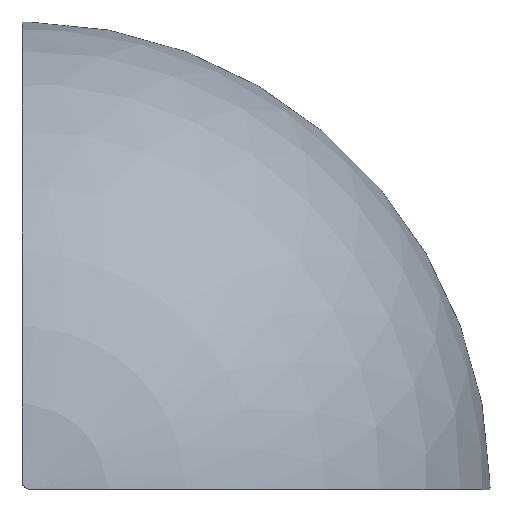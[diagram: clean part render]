
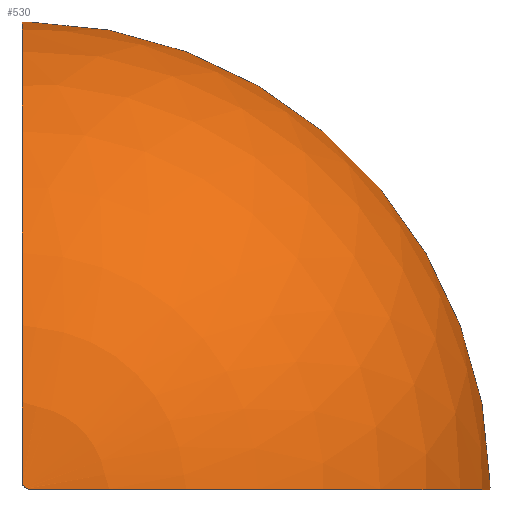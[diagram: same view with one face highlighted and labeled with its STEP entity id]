
A CAD part, top view. The second image highlights one B-rep face of the part: STEP entity #530.
In plain terms, the highlighted spherical face has radius 30 mm.
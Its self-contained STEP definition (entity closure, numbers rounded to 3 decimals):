
#73=CARTESIAN_POINT('',(0.,29.996,0.5));
#74=VERTEX_POINT('',#73);
#75=CARTESIAN_POINT('',(0.5,29.996,0.0));
#76=VERTEX_POINT('',#75);
#77=CARTESIAN_POINT('',(0.,29.996,0.5));
#78=CARTESIAN_POINT('',(0.,29.996,0.5));
#79=CARTESIAN_POINT('',(0.,29.996,0.5));
#80=CARTESIAN_POINT('',(0.,29.997,0.437));
#81=CARTESIAN_POINT('',(0.013,29.998,0.37));
#82=CARTESIAN_POINT('',(0.064,29.999,0.247));
#83=CARTESIAN_POINT('',(0.102,29.999,0.191));
#84=CARTESIAN_POINT('',(0.146,29.999,0.146));
#85=CARTESIAN_POINT('',(0.191,29.999,0.102));
#86=CARTESIAN_POINT('',(0.247,29.999,0.064));
#87=CARTESIAN_POINT('',(0.37,29.998,0.013));
#88=CARTESIAN_POINT('',(0.437,29.997,0.));
#89=CARTESIAN_POINT('',(0.5,29.996,0.));
#90=CARTESIAN_POINT('',(0.5,29.996,0.));
#91=CARTESIAN_POINT('',(0.5,29.996,0.));
#92=B_SPLINE_CURVE_WITH_KNOTS('',3,(#77,#78,#79,#80,#81,#82,#83,#84,#85,#86,#87,#88,#89,#90,#91),.UNSPECIFIED.,.F.,.U.,(4,2,2,3,2,2,4),(0.264,0.264,0.283,0.301,0.32,0.339,0.339),.UNSPECIFIED.);
#93=EDGE_CURVE('',#74,#76,#92,.T.);
#388=CARTESIAN_POINT('',(29.996,0.5,0.0));
#389=VERTEX_POINT('',#388);
#390=CARTESIAN_POINT('',(0.0,0.0,0.0));
#391=DIRECTION('',(0.0,0.0,-1.0));
#392=DIRECTION('',(-1.0,0.0,0.0));
#393=AXIS2_PLACEMENT_3D('',#390,#391,#392);
#394=CIRCLE('',#393,30.0);
#395=EDGE_CURVE('',#76,#389,#394,.T.);
#414=CARTESIAN_POINT('',(29.996,0.0,0.5));
#415=VERTEX_POINT('',#414);
#416=CARTESIAN_POINT('',(29.996,0.5,0.0));
#417=CARTESIAN_POINT('',(29.996,0.5,0.));
#418=CARTESIAN_POINT('',(29.996,0.5,0.));
#419=CARTESIAN_POINT('',(29.997,0.437,0.));
#420=CARTESIAN_POINT('',(29.998,0.37,0.013));
#421=CARTESIAN_POINT('',(29.999,0.247,0.064));
#422=CARTESIAN_POINT('',(29.999,0.191,0.102));
#423=CARTESIAN_POINT('',(29.999,0.146,0.146));
#424=CARTESIAN_POINT('',(29.999,0.102,0.191));
#425=CARTESIAN_POINT('',(29.999,0.064,0.247));
#426=CARTESIAN_POINT('',(29.998,0.013,0.37));
#427=CARTESIAN_POINT('',(29.997,0.,0.437));
#428=CARTESIAN_POINT('',(29.996,0.,0.5));
#429=CARTESIAN_POINT('',(29.996,0.,0.5));
#430=CARTESIAN_POINT('',(29.996,0.,0.5));
#431=B_SPLINE_CURVE_WITH_KNOTS('',3,(#416,#417,#418,#419,#420,#421,#422,#423,#424,#425,#426,#427,#428,#429,#430),.UNSPECIFIED.,.F.,.U.,(4,2,2,3,2,2,4),(0.264,0.264,0.283,0.301,0.32,0.339,0.339),.UNSPECIFIED.);
#432=EDGE_CURVE('',#389,#415,#431,.T.);
#449=CARTESIAN_POINT('',(0.5,0.0,29.996));
#450=VERTEX_POINT('',#449);
#457=CARTESIAN_POINT('',(0.146,0.146,29.999));
#458=VERTEX_POINT('',#457);
#459=CARTESIAN_POINT('',(0.5,0.,29.996));
#460=CARTESIAN_POINT('',(0.5,0.,29.996));
#461=CARTESIAN_POINT('',(0.5,0.,29.996));
#462=CARTESIAN_POINT('',(0.437,0.,29.997));
#463=CARTESIAN_POINT('',(0.37,0.013,29.998));
#464=CARTESIAN_POINT('',(0.247,0.064,29.999));
#465=CARTESIAN_POINT('',(0.191,0.102,29.999));
#466=CARTESIAN_POINT('',(0.146,0.146,29.999));
#467=B_SPLINE_CURVE_WITH_KNOTS('',3,(#459,#460,#461,#462,#463,#464,#465,#466),.UNSPECIFIED.,.F.,.U.,(4,2,2,4),(0.264,0.264,0.283,0.301),.UNSPECIFIED.);
#468=EDGE_CURVE('',#450,#458,#467,.T.);
#470=CARTESIAN_POINT('',(0.,0.5,29.996));
#471=VERTEX_POINT('',#470);
#472=CARTESIAN_POINT('',(0.146,0.146,29.999));
#473=CARTESIAN_POINT('',(0.102,0.191,29.999));
#474=CARTESIAN_POINT('',(0.064,0.247,29.999));
#475=CARTESIAN_POINT('',(0.013,0.37,29.998));
#476=CARTESIAN_POINT('',(0.,0.437,29.997));
#477=CARTESIAN_POINT('',(0.,0.5,29.996));
#478=CARTESIAN_POINT('',(0.,0.5,29.996));
#479=CARTESIAN_POINT('',(0.,0.5,29.996));
#480=B_SPLINE_CURVE_WITH_KNOTS('',3,(#472,#473,#474,#475,#476,#477,#478,#479),.UNSPECIFIED.,.F.,.U.,(4,2,2,4),(0.301,0.32,0.339,0.339),.UNSPECIFIED.);
#481=EDGE_CURVE('',#458,#471,#480,.T.);
#500=CARTESIAN_POINT('',(0.0,0.0,0.0));
#501=DIRECTION('',(1.0,0.0,0.0));
#502=DIRECTION('',(0.0,0.0,-1.0));
#503=AXIS2_PLACEMENT_3D('',#500,#501,#502);
#504=CIRCLE('',#503,30.0);
#505=EDGE_CURVE('',#74,#471,#504,.T.);
#510=CARTESIAN_POINT('',(0.0,0.0,0.0));
#511=DIRECTION('',(0.0,0.0,1.0));
#512=DIRECTION('',(1.0,0.0,0.0));
#513=AXIS2_PLACEMENT_3D('',#510,#511,#512);
#514=SPHERICAL_SURFACE('',#513,30.0);
#515=ORIENTED_EDGE('',*,*,#93,.F.);
#516=ORIENTED_EDGE('',*,*,#505,.T.);
#517=ORIENTED_EDGE('',*,*,#481,.F.);
#518=ORIENTED_EDGE('',*,*,#468,.F.);
#519=CARTESIAN_POINT('',(0.0,0.0,0.0));
#520=DIRECTION('',(0.0,-1.0,0.0));
#521=DIRECTION('',(1.0,0.0,0.0));
#522=AXIS2_PLACEMENT_3D('',#519,#520,#521);
#523=CIRCLE('',#522,30.0);
#524=EDGE_CURVE('',#415,#450,#523,.T.);
#525=ORIENTED_EDGE('',*,*,#524,.F.);
#526=ORIENTED_EDGE('',*,*,#432,.F.);
#527=ORIENTED_EDGE('',*,*,#395,.F.);
#528=EDGE_LOOP('',(#515,#516,#517,#518,#525,#526,#527));
#529=FACE_OUTER_BOUND('',#528,.T.);
#530=ADVANCED_FACE('',(#529),#514,.T.);
